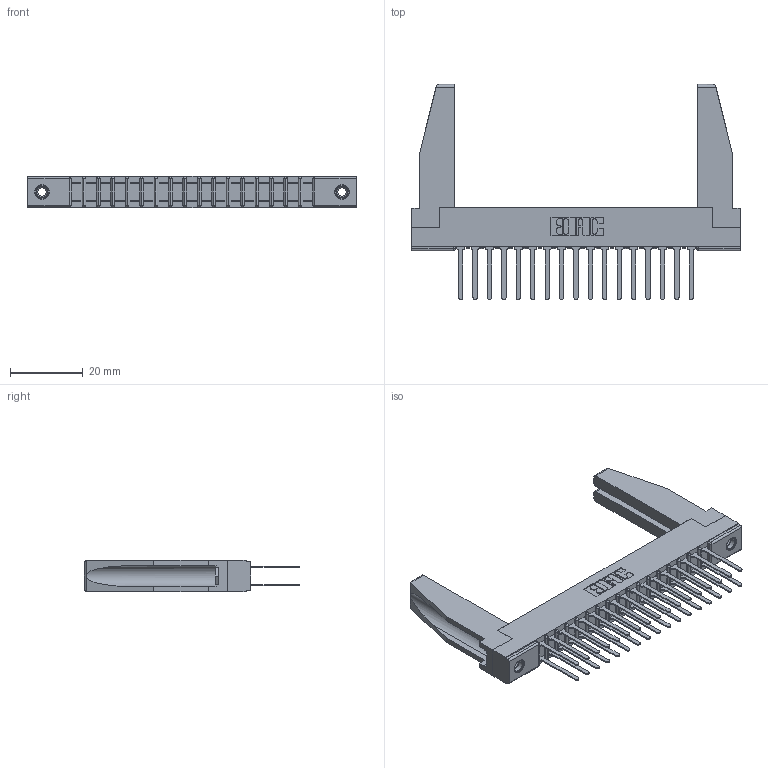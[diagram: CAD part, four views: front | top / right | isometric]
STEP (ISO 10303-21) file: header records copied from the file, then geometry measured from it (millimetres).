
FILE_DESCRIPTION (( 'STEP AP203' ), '1' );
FILE_NAME ('357-034-542-278.STEP', '2019-09-18T02:29:26', ( '' ), ( '' ), 'SwSTEP 2.0', 'SolidWorks 2016', '' );
FILE_SCHEMA (( 'CONFIG_CONTROL_DESIGN' ));
Length unit declared in the file: inch
Products named in the file (5): 307-220-078; 345-250-001_345-250-001-102; 357-034-542-278; 307-290-001_542; 307 Part_.156 Dia Mounting Holes
Assembly tree (39 placements, depth 2):
  357-034-542-278
    307 Part_.156 Dia Mounting Holes
    307-290-001_542  x34
    307-220-078  x2
    345-250-001_345-250-001-102  x2
Bounding box: 90.37 x 59.13 x 8.71 mm (x, y, z)
Volume: 10035.1 mm3; surface area: 14957.9 mm2
Topology: 39 solids, 39 shells, 1830 faces, 5073 edges, 3278 vertices
Faces by surface type: plane 1208, cylinder 570, sphere 36, cone 12, torus 4
Entity records: 20607 total; most frequent: CARTESIAN_POINT 3387, ORIENTED_EDGE 3312, DIRECTION 3282, EDGE_CURVE 1656, LINE 1264, VECTOR 1264, VERTEX_POINT 1072, AXIS2_PLACEMENT_3D 1009
